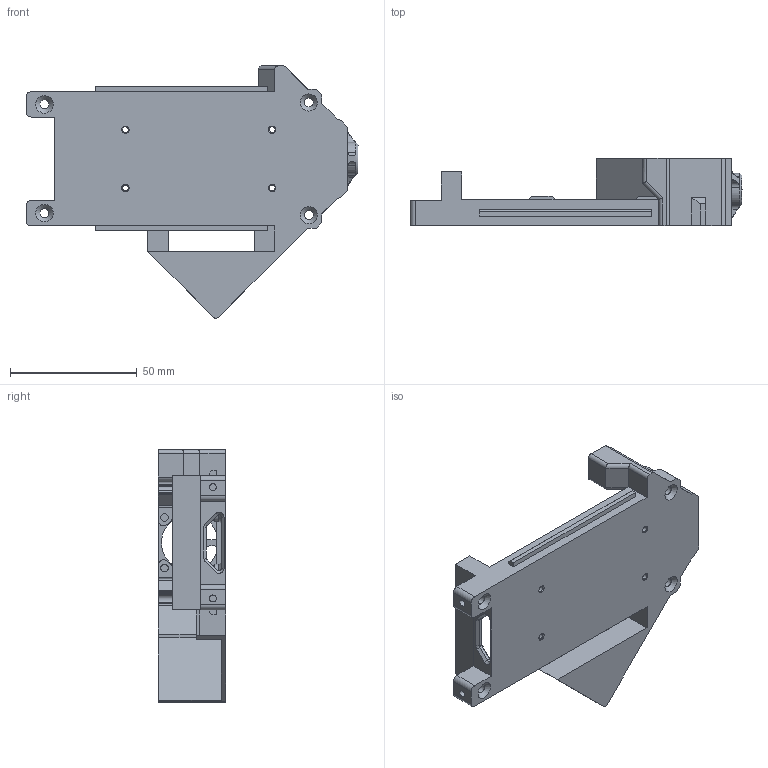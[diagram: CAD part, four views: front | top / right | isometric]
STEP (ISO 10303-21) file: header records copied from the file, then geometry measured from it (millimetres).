
FILE_DESCRIPTION(/* description */ (''),/* implementation_level */ '2;1');
FILE_NAME(/* name */ 'BASEPART_RIGHT_V01.step',/* time_stamp */ '2023-01-16T14:56:21+01:00',/* author */ (''),/* organization */ (''),/* preprocessor_version */ 'ST-DEVELOPER v19.2',/* originating_system */ 'Autodesk Translation Framework v11.17.0.187',/* authorisation */ '');
FILE_SCHEMA (('AUTOMOTIVE_DESIGN { 1 0 10303 214 3 1 1 }'));
Length unit declared in the file: millimetre
Products named in the file (1): BASEPART_RIGHT_V01_PR
Bounding box: 131.22 x 26.5 x 99.78 mm (x, y, z)
Volume: 32007 mm3; surface area: 31494.7 mm2
Topology: 1 solids, 1 shells, 253 faces, 672 edges, 422 vertices
Faces by surface type: plane 138, cylinder 72, cone 39, torus 4
Full cylindrical faces by diameter (mm): 2.3 x4, 2.7 x2, 3 x2, 3.6 x4, 4 x2, 6 x4, 9 x1
Entity records: 8052 total; most frequent: CARTESIAN_POINT 1611, ORIENTED_EDGE 1338, DIRECTION 1333, EDGE_CURVE 669, LINE 449, VECTOR 449, AXIS2_PLACEMENT_3D 442, VERTEX_POINT 422
